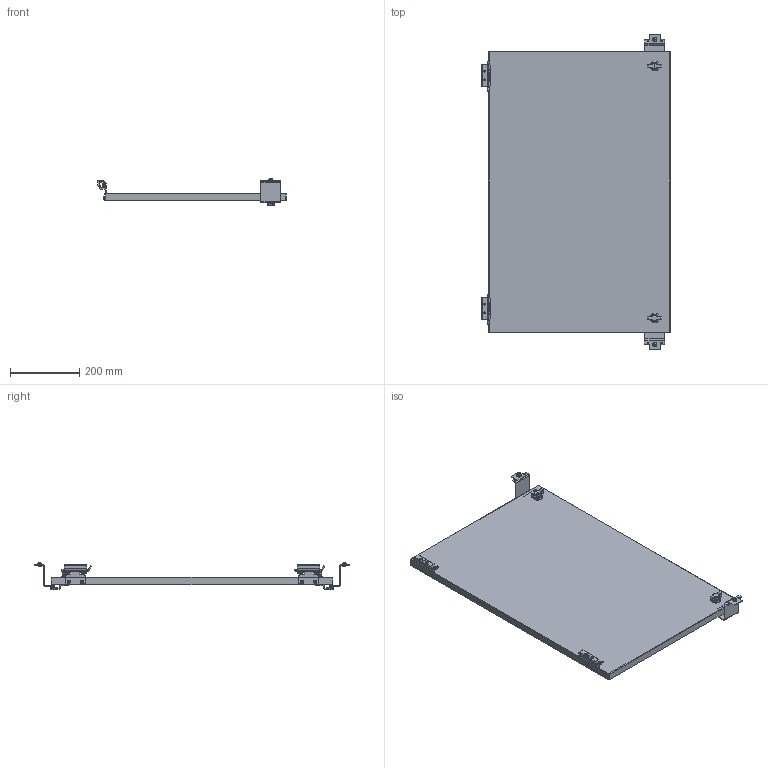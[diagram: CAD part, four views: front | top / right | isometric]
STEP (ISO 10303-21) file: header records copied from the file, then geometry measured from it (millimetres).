
FILE_DESCRIPTION (( 'STEP AP214' ), '1' );
FILE_NAME ('SCE-DF36EL24LP.STEP', '2022-07-25T19:51:44', ( '' ), ( '' ), 'SwSTEP 2.0', 'SolidWorks 2022', '' );
FILE_SCHEMA (( 'AUTOMOTIVE_DESIGN' ));
Length unit declared in the file: inch
Products named in the file (1): SCE-DF36EL24LP
Bounding box: 545.55 x 910.27 x 79.21 mm (x, y, z)
Volume: 9087319.8 mm3; surface area: 1001526.8 mm2
Topology: 37 solids, 37 shells, 1376 faces, 3450 edges, 2105 vertices
Faces by surface type: plane 606, cylinder 434, bspline 164, cone 99, torus 65, sphere 8
Entity records: 47047 total; most frequent: CARTESIAN_POINT 14766, ORIENTED_EDGE 6716, DIRECTION 6434, EDGE_CURVE 3358, AXIS2_PLACEMENT_3D 2334, VERTEX_POINT 2105, LINE 1766, VECTOR 1766
